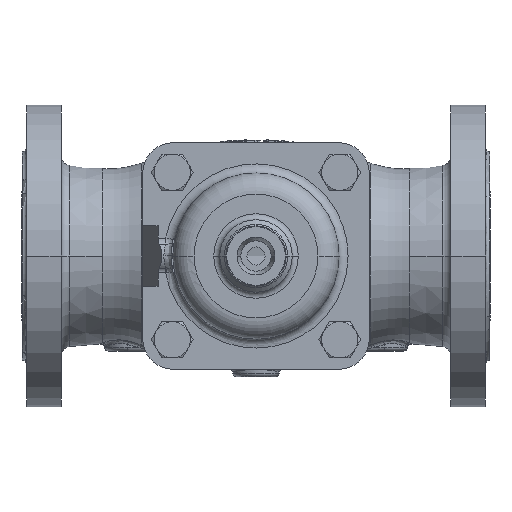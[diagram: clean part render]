
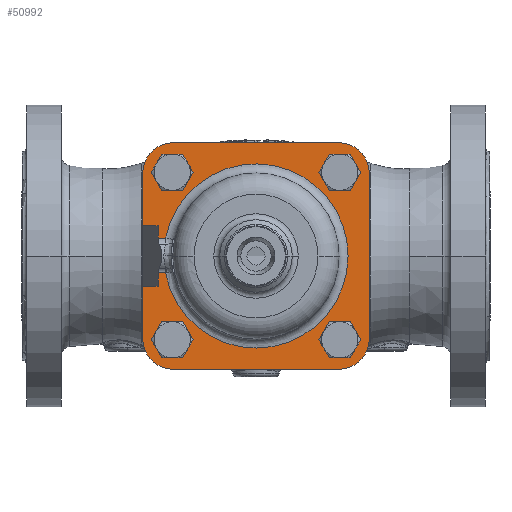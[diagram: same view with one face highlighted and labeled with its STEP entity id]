
A CAD part, front view. The second image highlights one B-rep face of the part: STEP entity #50992.
In plain terms, the highlighted face is planar.
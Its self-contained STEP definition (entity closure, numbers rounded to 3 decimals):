
#42130=DIRECTION('',(1.,0.,0.));
#42131=VECTOR('',#42130,5.07);
#42132=CARTESIAN_POINT('',(59.827,27.5,11.906));
#42133=LINE('',#42132,#42131);
#42134=DIRECTION('',(0.,0.,1.));
#42135=VECTOR('',#42134,8.094);
#42136=CARTESIAN_POINT('',(64.896,27.5,11.906));
#42137=LINE('',#42136,#42135);
#42138=DIRECTION('',(-1.,0.,0.));
#42139=VECTOR('',#42138,10.104);
#42140=CARTESIAN_POINT('',(75.,27.5,20.));
#42141=LINE('',#42140,#42139);
#42142=DIRECTION('',(0.,0.,-1.));
#42143=VECTOR('',#42142,35.);
#42144=CARTESIAN_POINT('',(75.,27.5,55.));
#42145=LINE('',#42144,#42143);
#42146=CARTESIAN_POINT('',(55.,27.5,55.));
#42147=DIRECTION('',(0.,1.,0.));
#42148=DIRECTION('',(0.,0.,1.));
#42149=AXIS2_PLACEMENT_3D('',#42146,#42147,#42148);
#42151=DIRECTION('',(1.,0.,0.));
#42152=VECTOR('',#42151,110.);
#42153=CARTESIAN_POINT('',(-55.,27.5,75.));
#42154=LINE('',#42153,#42152);
#42155=CARTESIAN_POINT('',(-55.,27.5,55.));
#42156=DIRECTION('',(0.,1.,0.));
#42157=DIRECTION('',(-1.,0.,0.));
#42158=AXIS2_PLACEMENT_3D('',#42155,#42156,#42157);
#42160=DIRECTION('',(0.,0.,1.));
#42161=VECTOR('',#42160,110.);
#42162=CARTESIAN_POINT('',(-75.,27.5,-55.));
#42163=LINE('',#42162,#42161);
#42164=CARTESIAN_POINT('',(-55.,27.5,-55.));
#42165=DIRECTION('',(0.,1.,0.));
#42166=DIRECTION('',(0.,0.,-1.));
#42167=AXIS2_PLACEMENT_3D('',#42164,#42165,#42166);
#42169=DIRECTION('',(-1.,0.,0.));
#42170=VECTOR('',#42169,110.);
#42171=CARTESIAN_POINT('',(55.,27.5,-75.));
#42172=LINE('',#42171,#42170);
#42173=CARTESIAN_POINT('',(55.,27.5,-55.));
#42174=DIRECTION('',(0.,1.,0.));
#42175=DIRECTION('',(1.,0.,0.));
#42176=AXIS2_PLACEMENT_3D('',#42173,#42174,#42175);
#42178=DIRECTION('',(0.,0.,-1.));
#42179=VECTOR('',#42178,35.);
#42180=CARTESIAN_POINT('',(75.,27.5,-20.));
#42181=LINE('',#42180,#42179);
#42182=DIRECTION('',(-1.,0.,0.));
#42183=VECTOR('',#42182,10.104);
#42184=CARTESIAN_POINT('',(75.,27.5,-20.));
#42185=LINE('',#42184,#42183);
#42186=DIRECTION('',(0.,0.,1.));
#42187=VECTOR('',#42186,8.876);
#42188=CARTESIAN_POINT('',(64.896,27.5,-20.));
#42189=LINE('',#42188,#42187);
#42190=DIRECTION('',(-1.,0.,0.));
#42191=VECTOR('',#42190,4.92);
#42192=CARTESIAN_POINT('',(64.896,27.5,-11.124));
#42193=LINE('',#42192,#42191);
#42194=CARTESIAN_POINT('',(55.508,27.5,55.508));
#42195=DIRECTION('',(0.,1.,0.));
#42196=DIRECTION('',(1.,0.,0.));
#42197=AXIS2_PLACEMENT_3D('',#42194,#42195,#42196);
#42199=CARTESIAN_POINT('',(55.508,27.5,55.508));
#42200=DIRECTION('',(0.,1.,0.));
#42201=DIRECTION('',(-1.,0.,0.));
#42202=AXIS2_PLACEMENT_3D('',#42199,#42200,#42201);
#42204=CARTESIAN_POINT('',(55.508,27.5,-55.508));
#42205=DIRECTION('',(0.,1.,0.));
#42206=DIRECTION('',(1.,0.,0.));
#42207=AXIS2_PLACEMENT_3D('',#42204,#42205,#42206);
#42209=CARTESIAN_POINT('',(55.508,27.5,-55.508));
#42210=DIRECTION('',(0.,1.,0.));
#42211=DIRECTION('',(-1.,0.,0.));
#42212=AXIS2_PLACEMENT_3D('',#42209,#42210,#42211);
#42214=CARTESIAN_POINT('',(-55.508,27.5,-55.508));
#42215=DIRECTION('',(0.,1.,0.));
#42216=DIRECTION('',(1.,0.,0.));
#42217=AXIS2_PLACEMENT_3D('',#42214,#42215,#42216);
#42219=CARTESIAN_POINT('',(-55.508,27.5,-55.508));
#42220=DIRECTION('',(0.,1.,0.));
#42221=DIRECTION('',(-1.,0.,0.));
#42222=AXIS2_PLACEMENT_3D('',#42219,#42220,#42221);
#42224=CARTESIAN_POINT('',(-55.508,27.5,55.508));
#42225=DIRECTION('',(0.,1.,0.));
#42226=DIRECTION('',(1.,0.,0.));
#42227=AXIS2_PLACEMENT_3D('',#42224,#42225,#42226);
#42229=CARTESIAN_POINT('',(-55.508,27.5,55.508));
#42230=DIRECTION('',(0.,1.,0.));
#42231=DIRECTION('',(-1.,0.,0.));
#42232=AXIS2_PLACEMENT_3D('',#42229,#42230,#42231);
#42234=CARTESIAN_POINT('',(0.,27.5,0.));
#42235=DIRECTION('',(0.,-1.,0.));
#42236=DIRECTION('',(0.981,0.,0.195));
#42237=AXIS2_PLACEMENT_3D('',#42234,#42235,#42236);
#42243=CARTESIAN_POINT('',(59.976,27.5,
-11.124));
#49361=CARTESIAN_POINT('',(-55.,27.5,-75.));
#49362=CARTESIAN_POINT('',(-75.,27.5,-55.));
#49363=VERTEX_POINT('',#49361);
#49364=VERTEX_POINT('',#49362);
#49365=CARTESIAN_POINT('',(-75.,27.5,55.));
#49366=VERTEX_POINT('',#49365);
#49367=CARTESIAN_POINT('',(-55.,27.5,75.));
#49368=VERTEX_POINT('',#49367);
#49369=CARTESIAN_POINT('',(55.,27.5,75.));
#49370=VERTEX_POINT('',#49369);
#49371=CARTESIAN_POINT('',(75.,27.5,55.));
#49372=VERTEX_POINT('',#49371);
#49373=CARTESIAN_POINT('',(75.,27.5,-55.));
#49374=CARTESIAN_POINT('',(55.,27.5,-75.));
#49375=VERTEX_POINT('',#49373);
#49376=VERTEX_POINT('',#49374);
#49489=CARTESIAN_POINT('',(75.,27.5,-20.));
#49490=CARTESIAN_POINT('',(64.896,27.5,-20.));
#49491=VERTEX_POINT('',#49489);
#49492=VERTEX_POINT('',#49490);
#49493=CARTESIAN_POINT('',(75.,27.5,20.));
#49494=CARTESIAN_POINT('',(64.896,27.5,20.));
#49495=VERTEX_POINT('',#49493);
#49496=VERTEX_POINT('',#49494);
#49505=CARTESIAN_POINT('',(64.896,27.5,-11.124));
#49506=VERTEX_POINT('',#49505);
#49518=CARTESIAN_POINT('',(59.827,27.5,11.906));
#49519=CARTESIAN_POINT('',(64.896,27.5,11.906));
#49520=VERTEX_POINT('',#49518);
#49521=VERTEX_POINT('',#49519);
#49524=VERTEX_POINT('',#42243);
#49553=CARTESIAN_POINT('',(64.508,27.5,55.508));
#49554=VERTEX_POINT('',#49553);
#49555=CARTESIAN_POINT('',(46.508,27.5,55.508));
#49556=VERTEX_POINT('',#49555);
#49557=CARTESIAN_POINT('',(64.508,27.5,-55.508));
#49558=CARTESIAN_POINT('',(46.508,27.5,-55.508));
#49559=VERTEX_POINT('',#49557);
#49560=VERTEX_POINT('',#49558);
#49570=CARTESIAN_POINT('',(-46.508,27.5,-55.508));
#49571=CARTESIAN_POINT('',(-64.508,27.5,-55.508));
#49572=VERTEX_POINT('',#49570);
#49573=VERTEX_POINT('',#49571);
#49583=CARTESIAN_POINT('',(-46.508,27.5,55.508));
#49584=CARTESIAN_POINT('',(-64.508,27.5,55.508));
#49585=VERTEX_POINT('',#49583);
#49586=VERTEX_POINT('',#49584);
#50930=CARTESIAN_POINT('',(0.,27.5,0.));
#50931=DIRECTION('',(0.,1.,0.));
#50932=DIRECTION('',(1.,0.,0.));
#50933=AXIS2_PLACEMENT_3D('',#50930,#50931,#50932);
#50934=PLANE('',#50933);
#50936=ORIENTED_EDGE('',*,*,#50935,.F.);
#50938=ORIENTED_EDGE('',*,*,#50937,.T.);
#50940=ORIENTED_EDGE('',*,*,#50939,.T.);
#50942=ORIENTED_EDGE('',*,*,#50941,.F.);
#50944=ORIENTED_EDGE('',*,*,#50943,.F.);
#50946=ORIENTED_EDGE('',*,*,#50945,.F.);
#50948=ORIENTED_EDGE('',*,*,#50947,.F.);
#50950=ORIENTED_EDGE('',*,*,#50949,.F.);
#50952=ORIENTED_EDGE('',*,*,#50951,.F.);
#50954=ORIENTED_EDGE('',*,*,#50953,.F.);
#50956=ORIENTED_EDGE('',*,*,#50955,.F.);
#50958=ORIENTED_EDGE('',*,*,#50957,.F.);
#50960=ORIENTED_EDGE('',*,*,#50959,.F.);
#50962=ORIENTED_EDGE('',*,*,#50961,.T.);
#50964=ORIENTED_EDGE('',*,*,#50963,.T.);
#50966=ORIENTED_EDGE('',*,*,#50965,.T.);
#50967=EDGE_LOOP('',(#50936,#50938,#50940,#50942,#50944,#50946,#50948,#50950,
#50952,#50954,#50956,#50958,#50960,#50962,#50964,#50966));
#50968=FACE_OUTER_BOUND('',#50967,.F.);
#50970=ORIENTED_EDGE('',*,*,#50969,.T.);
#50972=ORIENTED_EDGE('',*,*,#50971,.T.);
#50973=EDGE_LOOP('',(#50970,#50972));
#50974=FACE_BOUND('',#50973,.F.);
#50976=ORIENTED_EDGE('',*,*,#50975,.T.);
#50978=ORIENTED_EDGE('',*,*,#50977,.T.);
#50979=EDGE_LOOP('',(#50976,#50978));
#50980=FACE_BOUND('',#50979,.F.);
#50982=ORIENTED_EDGE('',*,*,#50981,.T.);
#50984=ORIENTED_EDGE('',*,*,#50983,.T.);
#50985=EDGE_LOOP('',(#50982,#50984));
#50986=FACE_BOUND('',#50985,.F.);
#50987=ORIENTED_EDGE('',*,*,#50914,.T.);
#50989=ORIENTED_EDGE('',*,*,#50988,.T.);
#50990=EDGE_LOOP('',(#50987,#50989));
#50991=FACE_BOUND('',#50990,.F.);
#50992=ADVANCED_FACE('',(#50968,#50974,#50980,#50986,#50991),#50934,.T.);
#42150=CIRCLE('',#42149,20.);
#42159=CIRCLE('',#42158,20.);
#42168=CIRCLE('',#42167,20.);
#42177=CIRCLE('',#42176,20.);
#42198=CIRCLE('',#42197,9.);
#42203=CIRCLE('',#42202,9.);
#42208=CIRCLE('',#42207,9.);
#42213=CIRCLE('',#42212,9.);
#42218=CIRCLE('',#42217,9.);
#42223=CIRCLE('',#42222,9.);
#42228=CIRCLE('',#42227,9.);
#42233=CIRCLE('',#42232,9.);
#42238=CIRCLE('',#42237,61.);
#50914=EDGE_CURVE('',#49585,#49586,#42228,.T.);
#50935=EDGE_CURVE('',#49520,#49524,#42238,.T.);
#50937=EDGE_CURVE('',#49520,#49521,#42133,.T.);
#50939=EDGE_CURVE('',#49521,#49496,#42137,.T.);
#50941=EDGE_CURVE('',#49495,#49496,#42141,.T.);
#50943=EDGE_CURVE('',#49372,#49495,#42145,.T.);
#50945=EDGE_CURVE('',#49370,#49372,#42150,.T.);
#50947=EDGE_CURVE('',#49368,#49370,#42154,.T.);
#50949=EDGE_CURVE('',#49366,#49368,#42159,.T.);
#50951=EDGE_CURVE('',#49364,#49366,#42163,.T.);
#50953=EDGE_CURVE('',#49363,#49364,#42168,.T.);
#50955=EDGE_CURVE('',#49376,#49363,#42172,.T.);
#50957=EDGE_CURVE('',#49375,#49376,#42177,.T.);
#50959=EDGE_CURVE('',#49491,#49375,#42181,.T.);
#50961=EDGE_CURVE('',#49491,#49492,#42185,.T.);
#50963=EDGE_CURVE('',#49492,#49506,#42189,.T.);
#50965=EDGE_CURVE('',#49506,#49524,#42193,.T.);
#50969=EDGE_CURVE('',#49554,#49556,#42198,.T.);
#50971=EDGE_CURVE('',#49556,#49554,#42203,.T.);
#50975=EDGE_CURVE('',#49559,#49560,#42208,.T.);
#50977=EDGE_CURVE('',#49560,#49559,#42213,.T.);
#50981=EDGE_CURVE('',#49572,#49573,#42218,.T.);
#50983=EDGE_CURVE('',#49573,#49572,#42223,.T.);
#50988=EDGE_CURVE('',#49586,#49585,#42233,.T.);
